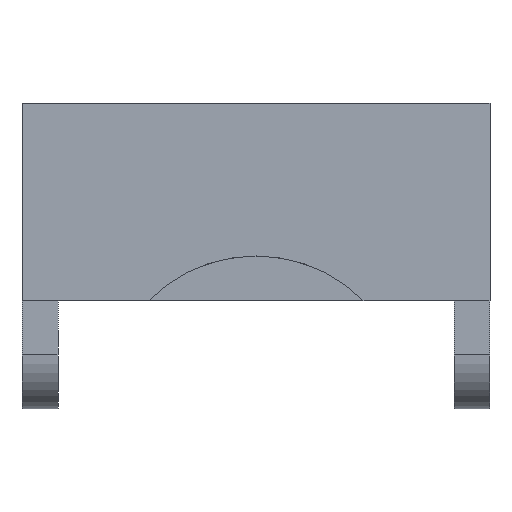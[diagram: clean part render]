
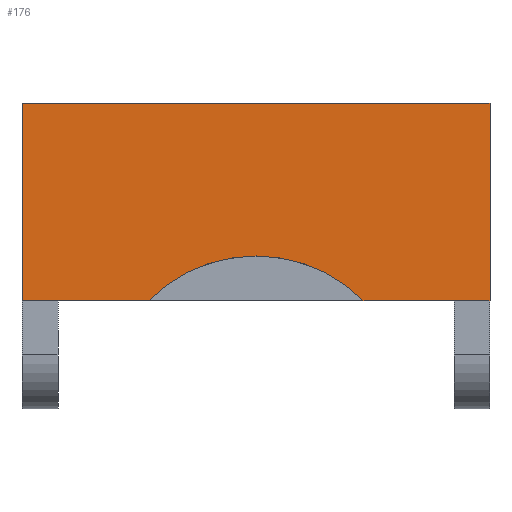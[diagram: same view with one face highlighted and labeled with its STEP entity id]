
A CAD part, front view. The second image highlights one B-rep face of the part: STEP entity #176.
In plain terms, the highlighted planar face has unit normal (0, -1, 0).
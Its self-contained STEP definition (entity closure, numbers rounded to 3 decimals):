
#11 = CARTESIAN_POINT ( 'NONE',  ( 26., -45., 11. ) ) ;
#84 = EDGE_CURVE ( 'NONE', #363, #1086, #883, .T. ) ;
#166 = CARTESIAN_POINT ( 'NONE',  ( 0., -45., 11. ) ) ;
#176 = ADVANCED_FACE ( 'NONE', ( #1272 ), #503, .F. ) ;
#182 = AXIS2_PLACEMENT_3D ( 'NONE', #1194, #230, #900 ) ;
#190 = ORIENTED_EDGE ( 'NONE', *, *, #691, .T. ) ;
#230 = DIRECTION ( 'NONE',  ( 0., -1., 0. ) ) ;
#271 = CARTESIAN_POINT ( 'NONE',  ( 0., -45., 0. ) ) ;
#285 = LINE ( 'NONE', #1079, #1416 ) ;
#312 = LINE ( 'NONE', #742, #1401 ) ;
#363 = VERTEX_POINT ( 'NONE', #500 ) ;
#366 = VECTOR ( 'NONE', #382, 1000. ) ;
#375 = ORIENTED_EDGE ( 'NONE', *, *, #1104, .F. ) ;
#382 = DIRECTION ( 'NONE',  ( 1., 0., 0. ) ) ;
#433 = VERTEX_POINT ( 'NONE', #670 ) ;
#500 = CARTESIAN_POINT ( 'NONE',  ( 0., -45., 11. ) ) ;
#503 = PLANE ( 'NONE',  #875 ) ;
#511 = DIRECTION ( 'NONE',  ( 0., 1., 0. ) ) ;
#542 = CARTESIAN_POINT ( 'NONE',  ( 0., -45., 0. ) ) ;
#596 = EDGE_CURVE ( 'NONE', #1086, #433, #1295, .T. ) ;
#610 = VECTOR ( 'NONE', #1215, 1000. ) ;
#641 = DIRECTION ( 'NONE',  ( 1., 0., 0. ) ) ;
#647 = VECTOR ( 'NONE', #1148, 1000. ) ;
#670 = CARTESIAN_POINT ( 'NONE',  ( 26., -45., 0. ) ) ;
#691 = EDGE_CURVE ( 'NONE', #925, #433, #1386, .T. ) ;
#731 = ORIENTED_EDGE ( 'NONE', *, *, #1024, .T. ) ;
#742 = CARTESIAN_POINT ( 'NONE',  ( 0., -45., 0. ) ) ;
#751 = CIRCLE ( 'NONE', #182, 8.45 ) ;
#763 = CARTESIAN_POINT ( 'NONE',  ( 26., -45., 11. ) ) ;
#780 = EDGE_CURVE ( 'NONE', #363, #1041, #285, .T. ) ;
#782 = ORIENTED_EDGE ( 'NONE', *, *, #596, .F. ) ;
#875 = AXIS2_PLACEMENT_3D ( 'NONE', #166, #511, #1249 ) ;
#883 = LINE ( 'NONE', #1012, #610 ) ;
#894 = EDGE_LOOP ( 'NONE', ( #731, #375, #190, #782, #916, #1069 ) ) ;
#900 = DIRECTION ( 'NONE',  ( 1., 0., 0. ) ) ;
#916 = ORIENTED_EDGE ( 'NONE', *, *, #84, .F. ) ;
#925 = VERTEX_POINT ( 'NONE', #1296 ) ;
#1012 = CARTESIAN_POINT ( 'NONE',  ( 0., -45., 11. ) ) ;
#1024 = EDGE_CURVE ( 'NONE', #1041, #1042, #312, .T. ) ;
#1041 = VERTEX_POINT ( 'NONE', #542 ) ;
#1042 = VERTEX_POINT ( 'NONE', #1393 ) ;
#1069 = ORIENTED_EDGE ( 'NONE', *, *, #780, .T. ) ;
#1079 = CARTESIAN_POINT ( 'NONE',  ( 0., -45., 11. ) ) ;
#1086 = VERTEX_POINT ( 'NONE', #11 ) ;
#1104 = EDGE_CURVE ( 'NONE', #925, #1042, #751, .T. ) ;
#1148 = DIRECTION ( 'NONE',  ( 0., 0., -1. ) ) ;
#1182 = DIRECTION ( 'NONE',  ( 0., 0., -1. ) ) ;
#1194 = CARTESIAN_POINT ( 'NONE',  ( 13., -45., -5.95 ) ) ;
#1215 = DIRECTION ( 'NONE',  ( 1., 0., 0. ) ) ;
#1249 = DIRECTION ( 'NONE',  ( 0., 0., 1. ) ) ;
#1272 = FACE_OUTER_BOUND ( 'NONE', #894, .T. ) ;
#1295 = LINE ( 'NONE', #763, #647 ) ;
#1296 = CARTESIAN_POINT ( 'NONE',  ( 19., -45., 0. ) ) ;
#1386 = LINE ( 'NONE', #271, #366 ) ;
#1393 = CARTESIAN_POINT ( 'NONE',  ( 7., -45., 0. ) ) ;
#1401 = VECTOR ( 'NONE', #641, 1000. ) ;
#1416 = VECTOR ( 'NONE', #1182, 1000. ) ;
